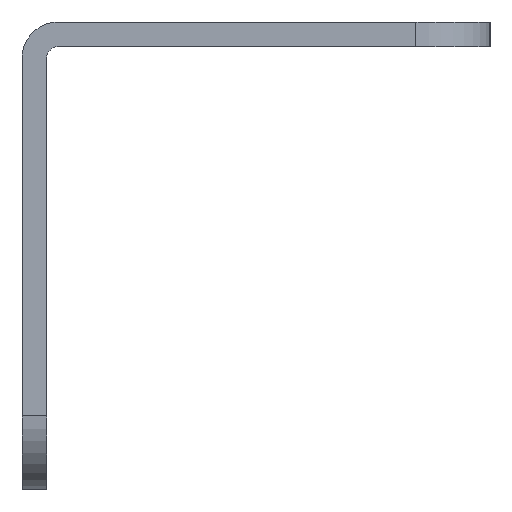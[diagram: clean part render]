
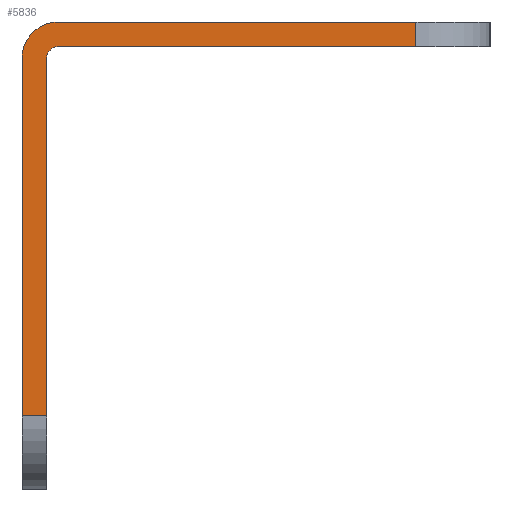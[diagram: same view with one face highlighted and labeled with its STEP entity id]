
A CAD part, left-side view. The second image highlights one B-rep face of the part: STEP entity #5836.
In plain terms, the highlighted planar face has unit normal (-1, 0, 0).
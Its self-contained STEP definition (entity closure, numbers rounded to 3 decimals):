
#1198=FACE_OUTER_BOUND('',#1506,.T.);
#1506=EDGE_LOOP('',(#4587,#4588,#4589,#4590,#4591,#4592,#4593,#4594));
#2697=CIRCLE('',#6149,0.74);
#2698=CIRCLE('',#6150,2.34);
#3301=LINE('',#8916,#3325);
#3302=LINE('',#8918,#3326);
#3303=LINE('',#8922,#3327);
#3304=LINE('',#8924,#3328);
#3305=LINE('',#8926,#3329);
#3306=LINE('',#8929,#3330);
#3325=VECTOR('',#7069,1.6);
#3326=VECTOR('',#7070,23.16);
#3327=VECTOR('',#7073,23.16);
#3328=VECTOR('',#7074,1.6);
#3329=VECTOR('',#7075,23.16);
#3330=VECTOR('',#7078,23.16);
#3351=VERTEX_POINT('',#8914);
#3352=VERTEX_POINT('',#8915);
#3353=VERTEX_POINT('',#8917);
#3354=VERTEX_POINT('',#8919);
#3355=VERTEX_POINT('',#8921);
#3356=VERTEX_POINT('',#8923);
#3357=VERTEX_POINT('',#8925);
#3358=VERTEX_POINT('',#8927);
#3963=EDGE_CURVE('',#3351,#3352,#3301,.T.);
#3964=EDGE_CURVE('',#3353,#3352,#3302,.T.);
#3965=EDGE_CURVE('',#3353,#3354,#2697,.T.);
#3966=EDGE_CURVE('',#3355,#3354,#3303,.T.);
#3967=EDGE_CURVE('',#3355,#3356,#3304,.T.);
#3968=EDGE_CURVE('',#3357,#3356,#3305,.T.);
#3969=EDGE_CURVE('',#3357,#3358,#2698,.T.);
#3970=EDGE_CURVE('',#3351,#3358,#3306,.T.);
#4587=ORIENTED_EDGE('',*,*,#3963,.T.);
#4588=ORIENTED_EDGE('',*,*,#3964,.F.);
#4589=ORIENTED_EDGE('',*,*,#3965,.T.);
#4590=ORIENTED_EDGE('',*,*,#3966,.F.);
#4591=ORIENTED_EDGE('',*,*,#3967,.T.);
#4592=ORIENTED_EDGE('',*,*,#3968,.F.);
#4593=ORIENTED_EDGE('',*,*,#3969,.T.);
#4594=ORIENTED_EDGE('',*,*,#3970,.F.);
#5828=PLANE('',#6148);
#5836=ADVANCED_FACE('',(#1198),#5828,.F.);
#6148=AXIS2_PLACEMENT_3D('',#8913,#7067,#7068);
#6149=AXIS2_PLACEMENT_3D('',#8920,#7071,#7072);
#6150=AXIS2_PLACEMENT_3D('',#8928,#7076,#7077);
#7067=DIRECTION('center_axis',(1.,0.,0.));
#7068=DIRECTION('ref_axis',(0.,0.,-1.));
#7069=DIRECTION('',(0.,-1.,0.));
#7070=DIRECTION('',(0.,0.,-1.));
#7071=DIRECTION('center_axis',(1.,0.,0.));
#7072=DIRECTION('ref_axis',(0.,1.,0.));
#7073=DIRECTION('',(0.,1.,0.));
#7074=DIRECTION('',(0.,0.,1.));
#7075=DIRECTION('',(0.,-1.,0.));
#7076=DIRECTION('center_axis',(-1.,0.,0.));
#7077=DIRECTION('ref_axis',(0.,0.,1.));
#7078=DIRECTION('',(0.,0.,1.));
#8913=CARTESIAN_POINT('Origin',(-392.,0.,0.));
#8914=CARTESIAN_POINT('',(-392.,0.,-25.5));
#8915=CARTESIAN_POINT('',(-392.,-1.6,-25.5));
#8916=CARTESIAN_POINT('',(-392.,0.,-25.5));
#8917=CARTESIAN_POINT('',(-392.,-1.6,-2.34));
#8918=CARTESIAN_POINT('',(-392.,-1.6,-2.34));
#8919=CARTESIAN_POINT('',(-392.,-2.34,-1.6));
#8920=CARTESIAN_POINT('Origin',(-392.,-2.34,-2.34));
#8921=CARTESIAN_POINT('',(-392.,-25.5,-1.6));
#8922=CARTESIAN_POINT('',(-392.,-25.5,-1.6));
#8923=CARTESIAN_POINT('',(-392.,-25.5,0.));
#8924=CARTESIAN_POINT('',(-392.,-25.5,-1.6));
#8925=CARTESIAN_POINT('',(-392.,-2.34,0.));
#8926=CARTESIAN_POINT('',(-392.,-2.34,0.));
#8927=CARTESIAN_POINT('',(-392.,0.,-2.34));
#8928=CARTESIAN_POINT('Origin',(-392.,-2.34,-2.34));
#8929=CARTESIAN_POINT('',(-392.,0.,-25.5));
